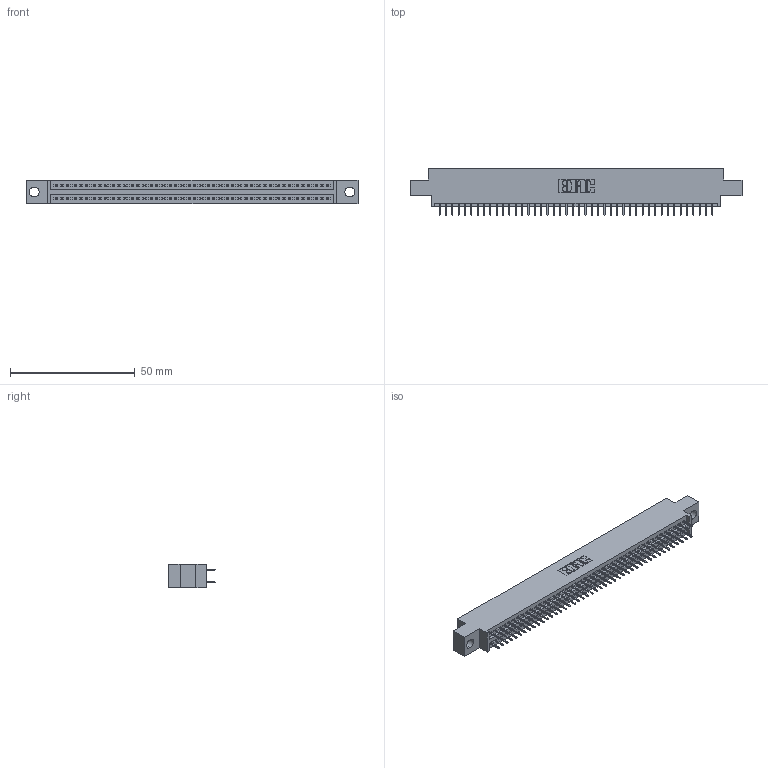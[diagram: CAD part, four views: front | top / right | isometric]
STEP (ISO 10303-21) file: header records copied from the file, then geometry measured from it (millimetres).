
FILE_DESCRIPTION (( 'STEP AP203' ), '1' );
FILE_NAME ('345-088-525-804.STEP', '2020-09-21T14:33:05', ( '' ), ( '' ), 'SwSTEP 2.0', 'SolidWorks 2020', '' );
FILE_SCHEMA (( 'CONFIG_CONTROL_DESIGN' ));
Length unit declared in the file: inch
Products named in the file (3): 345 Part_0.170 Offset - 0.156 Dia-TH; 345-292-001_345-293-125; 345-088-525-804
Assembly tree (89 placements, depth 2):
  345-088-525-804
    345 Part_0.170 Offset - 0.156 Dia-TH
    345-292-001_345-293-125  x88
Bounding box: 132.97 x 18.72 x 9.4 mm (x, y, z)
Volume: 12589.2 mm3; surface area: 18169.9 mm2
Topology: 89 solids, 89 shells, 4882 faces, 13817 edges, 8858 vertices
Faces by surface type: plane 3516, cylinder 1366
Entity records: 34463 total; most frequent: CARTESIAN_POINT 5776, ORIENTED_EDGE 5710, DIRECTION 5091, EDGE_CURVE 2855, VECTOR 2551, LINE 2551, VERTEX_POINT 1898, AXIS2_PLACEMENT_3D 1270
